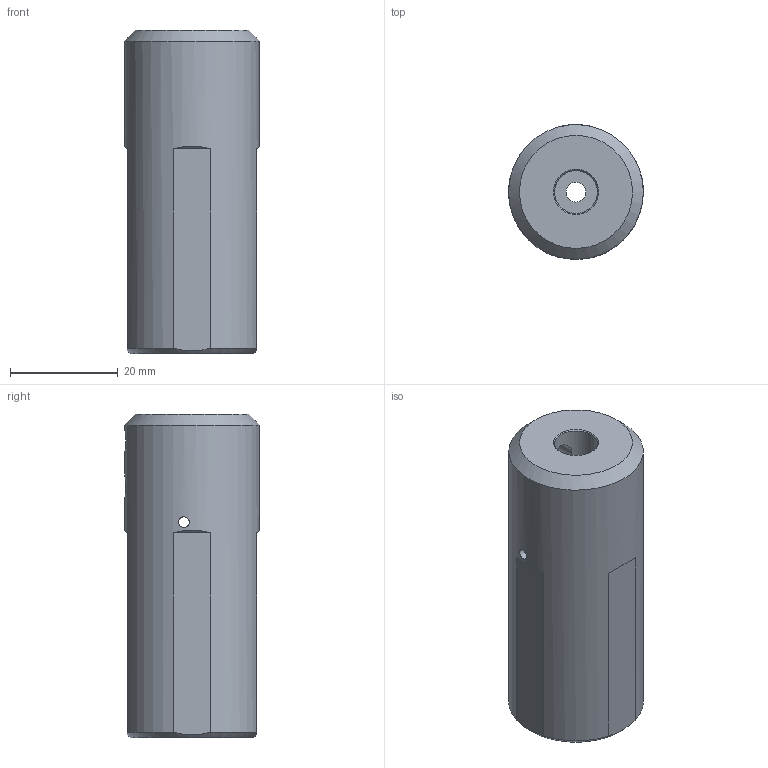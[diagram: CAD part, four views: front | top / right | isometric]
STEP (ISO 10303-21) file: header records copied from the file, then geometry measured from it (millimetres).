
FILE_DESCRIPTION (( 'STEP AP203' ), '1' );
FILE_NAME ('680.DT25.step', '2024-03-14T09:42:33', ( '' ), ( '' ), 'SwSTEP 2.0', 'SolidWorks 2022', '' );
FILE_SCHEMA (( 'CONFIG_CONTROL_DESIGN' ));
Length unit declared in the file: millimetre
Products named in the file (1): 680.DT25
Bounding box: 24.99 x 24.99 x 60 mm (x, y, z)
Volume: 26333.6 mm3; surface area: 6991.5 mm2
Topology: 1 solids, 1 shells, 24 faces, 60 edges, 39 vertices
Faces by surface type: plane 11, cylinder 8, cone 5
Full cylindrical faces by diameter (mm): 2 x2, 3.7 x1, 4.5 x2, 8 x1, 8.8 x1, 25 x1
Entity records: 1097 total; most frequent: CARTESIAN_POINT 525, DIRECTION 92, ORIENTED_EDGE 86, EDGE_LOOP 48, EDGE_CURVE 43, AXIS2_PLACEMENT_3D 40, VERTEX_POINT 35, FACE_OUTER_BOUND 32
